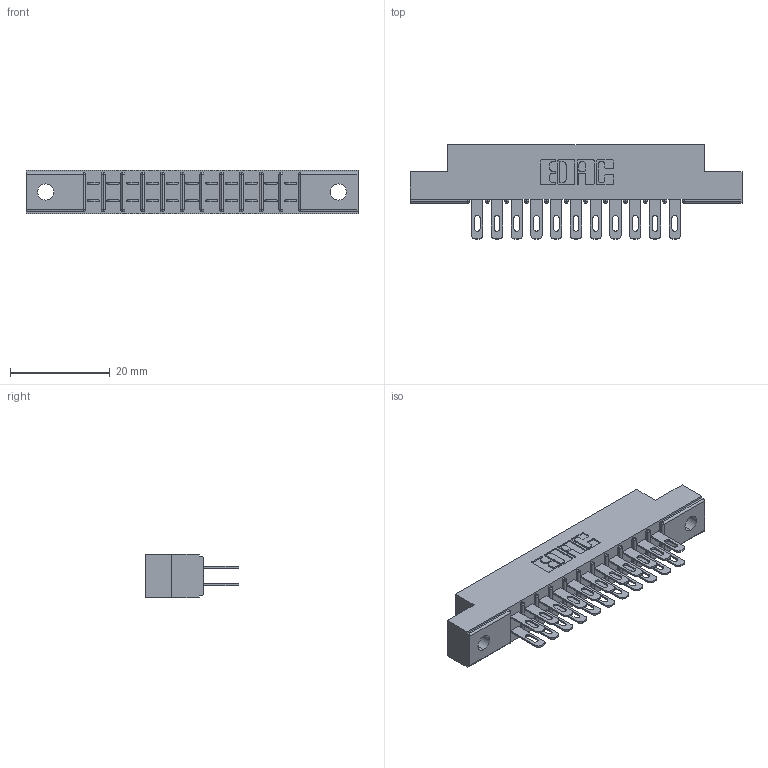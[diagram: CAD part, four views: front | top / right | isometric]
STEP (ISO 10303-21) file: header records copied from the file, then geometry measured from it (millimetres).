
FILE_DESCRIPTION (( 'STEP AP203' ), '1' );
FILE_NAME ('305-022-500-502.STEP', '2019-09-09T13:29:57', ( '' ), ( '' ), 'SwSTEP 2.0', 'SolidWorks 2016', '' );
FILE_SCHEMA (( 'CONFIG_CONTROL_DESIGN' ));
Length unit declared in the file: inch
Products named in the file (3): 305 Part_.128 Dia; 305-290-001_500; 305-022-500-502
Assembly tree (23 placements, depth 2):
  305-022-500-502
    305 Part_.128 Dia
    305-290-001_500  x22
Bounding box: 66.6 x 18.85 x 8.71 mm (x, y, z)
Volume: 4065.6 mm3; surface area: 7527.8 mm2
Topology: 23 solids, 23 shells, 1216 faces, 3473 edges, 2254 vertices
Faces by surface type: plane 684, cylinder 488, sphere 44
Entity records: 15708 total; most frequent: CARTESIAN_POINT 2599, ORIENTED_EDGE 2574, DIRECTION 2541, EDGE_CURVE 1287, LINE 1005, VECTOR 1005, VERTEX_POINT 826, AXIS2_PLACEMENT_3D 768
